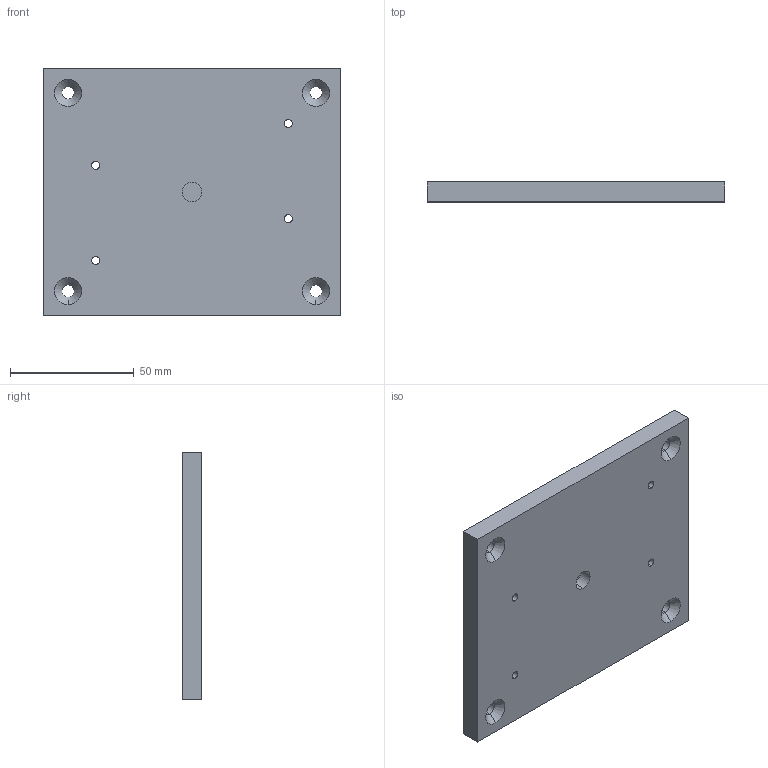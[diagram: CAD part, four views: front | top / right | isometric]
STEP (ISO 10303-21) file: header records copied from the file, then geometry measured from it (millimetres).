
FILE_DESCRIPTION (( 'STEP AP214' ), '1' );
FILE_NAME ('ARL-ST04-2-01-B-base.STEP', '2021-01-10T09:13:30', ( 'T' ), ( 'F' ), 'SwSTEP 2.0', 'SolidWorks 2001340', '' );
FILE_SCHEMA (( 'AUTOMOTIVE_DESIGN' ));
Length unit declared in the file: millimetre
Products named in the file (1): ARL-ST04-2-01-B-base
Bounding box: 120 x 8 x 100 mm (x, y, z)
Volume: 94228.7 mm3; surface area: 28395 mm2
Topology: 1 solids, 1 shells, 391 faces, 1108 edges, 736 vertices
Faces by surface type: bspline 284, plane 77, cylinder 22, cone 8
Entity records: 16591 total; most frequent: CARTESIAN_POINT 8200, ORIENTED_EDGE 2216, EDGE_CURVE 1108, DIRECTION 808, VERTEX_POINT 736, B_SPLINE_CURVE_WITH_KNOTS 568, LINE 488, VECTOR 488
